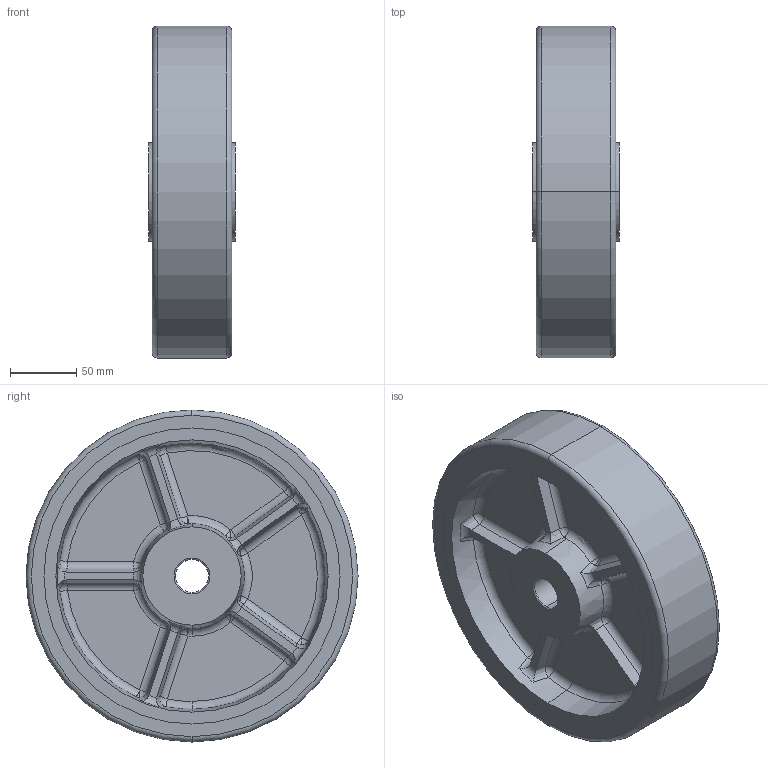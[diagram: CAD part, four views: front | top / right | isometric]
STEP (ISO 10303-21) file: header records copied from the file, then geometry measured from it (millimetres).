
FILE_DESCRIPTION (( 'STEP AP214' ), '1' );
FILE_NAME ('0012010.step', '2023-01-16T12:03:10', ( '' ), ( '' ), 'SwSTEP 2.0', 'SolidWorks 2020', '' );
FILE_SCHEMA (( 'AUTOMOTIVE_DESIGN' ));
Length unit declared in the file: millimetre
Products named in the file (1): 0012010
Bounding box: 65 x 250 x 250 mm (x, y, z)
Surface area: 275221.2 mm2 (no closed solid volume)
Topology: 0 solids, 2 shells, 230 faces, 524 edges, 300 vertices
Faces by surface type: sphere 56, torus 52, plane 46, bspline 40, cylinder 28, cone 8
Entity records: 10014 total; most frequent: CARTESIAN_POINT 2619, ORIENTED_EDGE 1048, DIRECTION 1034, EDGE_CURVE 524, AXIS2_PLACEMENT_3D 479, VERTEX_POINT 300, CIRCLE 288, EDGE_LOOP 236
